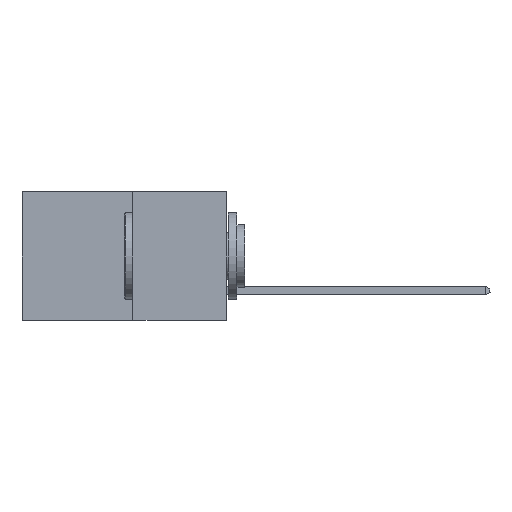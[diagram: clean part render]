
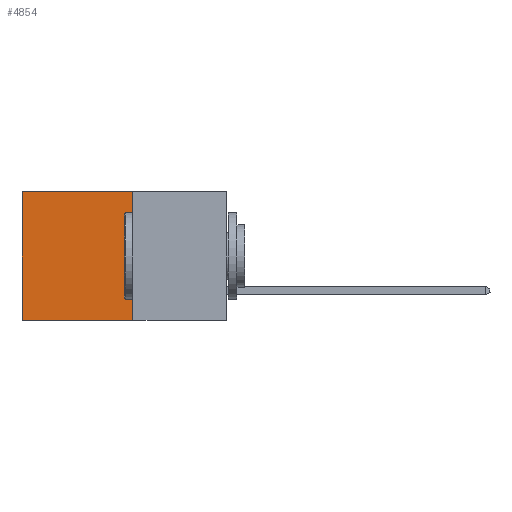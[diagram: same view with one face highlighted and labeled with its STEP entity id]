
A CAD part, left-side view. The second image highlights one B-rep face of the part: STEP entity #4854.
In plain terms, the highlighted planar face has unit normal (-1, 0, 0).
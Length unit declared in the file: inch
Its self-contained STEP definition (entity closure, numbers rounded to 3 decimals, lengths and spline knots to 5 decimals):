
#14 = ORIENTED_EDGE ( 'NONE', *, *, #14616, .F. ) ;
#543 = VERTEX_POINT ( 'NONE', #13101 ) ;
#582 = CARTESIAN_POINT ( 'NONE',  ( 0.277, 0.27, 0. ) ) ;
#735 = ORIENTED_EDGE ( 'NONE', *, *, #5091, .T. ) ;
#1242 = CARTESIAN_POINT ( 'NONE',  ( 0.277, 0.59, -0.37 ) ) ;
#1773 = DIRECTION ( 'NONE',  ( 0., 0., -1. ) ) ;
#1880 = CARTESIAN_POINT ( 'NONE',  ( 0.277, 0.59, -0.37 ) ) ;
#2360 = FACE_OUTER_BOUND ( 'NONE', #5450, .T. ) ;
#2493 = DIRECTION ( 'NONE',  ( 0., 1., 0. ) ) ;
#3446 = CARTESIAN_POINT ( 'NONE',  ( 0.277, 0.59, 0. ) ) ;
#4854 = ADVANCED_FACE ( 'NONE', ( #2360 ), #5956, .F. ) ;
#5091 = EDGE_CURVE ( 'NONE', #9607, #16918, #10197, .T. ) ;
#5450 = EDGE_LOOP ( 'NONE', ( #735, #14, #18627, #9512 ) ) ;
#5871 = DIRECTION ( 'NONE',  ( 0., 0., -1. ) ) ;
#5933 = DIRECTION ( 'NONE',  ( 1., 0., 0. ) ) ;
#5936 = CARTESIAN_POINT ( 'NONE',  ( 0.277, 0.27, -0.37 ) ) ;
#5956 = PLANE ( 'NONE',  #18871 ) ;
#6615 = VECTOR ( 'NONE', #1773, 39.37008 ) ;
#6904 = VECTOR ( 'NONE', #12705, 39.37008 ) ;
#8262 = CARTESIAN_POINT ( 'NONE',  ( 0.277, 0.27, 0. ) ) ;
#8378 = VERTEX_POINT ( 'NONE', #8262 ) ;
#9161 = DIRECTION ( 'NONE',  ( 0., 0., -1. ) ) ;
#9512 = ORIENTED_EDGE ( 'NONE', *, *, #15259, .T. ) ;
#9607 = VERTEX_POINT ( 'NONE', #3446 ) ;
#10197 = LINE ( 'NONE', #1880, #6615 ) ;
#10767 = EDGE_CURVE ( 'NONE', #8378, #543, #13815, .T. ) ;
#11225 = LINE ( 'NONE', #13092, #15203 ) ;
#12705 = DIRECTION ( 'NONE',  ( 0., 1., 0. ) ) ;
#13092 = CARTESIAN_POINT ( 'NONE',  ( 0.277, 0.27, -0.37 ) ) ;
#13101 = CARTESIAN_POINT ( 'NONE',  ( 0.277, 0.27, -0.37 ) ) ;
#13329 = VECTOR ( 'NONE', #9161, 39.37008 ) ;
#13815 = LINE ( 'NONE', #18189, #13329 ) ;
#14616 = EDGE_CURVE ( 'NONE', #543, #16918, #11225, .T. ) ;
#15203 = VECTOR ( 'NONE', #2493, 39.37008 ) ;
#15259 = EDGE_CURVE ( 'NONE', #8378, #9607, #15408, .T. ) ;
#15408 = LINE ( 'NONE', #582, #6904 ) ;
#16918 = VERTEX_POINT ( 'NONE', #1242 ) ;
#18189 = CARTESIAN_POINT ( 'NONE',  ( 0.277, 0.27, -0.37 ) ) ;
#18627 = ORIENTED_EDGE ( 'NONE', *, *, #10767, .F. ) ;
#18871 = AXIS2_PLACEMENT_3D ( 'NONE', #5936, #5933, #5871 ) ;
